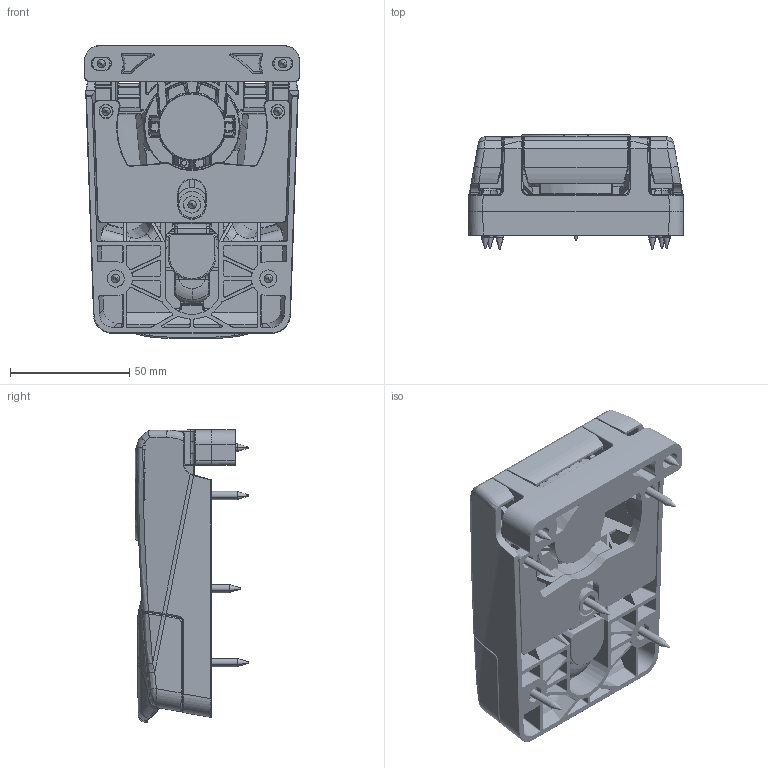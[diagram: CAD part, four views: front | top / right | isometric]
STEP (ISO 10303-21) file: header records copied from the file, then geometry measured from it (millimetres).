
FILE_DESCRIPTION (( 'STEP AP214' ), '1' );
FILE_NAME ('2651-441015-01_Industrilas.step', '2025-08-26T13:59:14', ( '' ), ( '' ), 'SwSTEP 2.0', 'SolidWorks 2010', '' );
FILE_SCHEMA (( 'AUTOMOTIVE_DESIGN' ));
Length unit declared in the file: millimetre
Products named in the file (3): Hinge_2651-441015-01_Industrilas_2651-441015-01_Industrilas; Insert_2651-441015-01_Industrilas_2651-441015-01_Industrilas; 2651-441015-01_Industrilas
Assembly tree (2 placements, depth 2):
  2651-441015-01_Industrilas
    Hinge_2651-441015-01_Industrilas_2651-441015-01_Industrilas
    Insert_2651-441015-01_Industrilas_2651-441015-01_Industrilas
Bounding box: 90 x 47.7 x 122.5 mm (x, y, z)
Volume: 153221.1 mm3; surface area: 108671.1 mm2
Topology: 16 solids, 16 shells, 5063 faces, 12311 edges, 7150 vertices
Faces by surface type: bspline 1503, cylinder 1494, plane 1062, torus 555, sphere 299, cone 150
Entity records: 219689 total; most frequent: CARTESIAN_POINT 75192, ORIENTED_EDGE 24110, DIRECTION 19908, EDGE_CURVE 12055, AXIS2_PLACEMENT_3D 8020, VERTEX_POINT 7104, EDGE_LOOP 5195, FACE_OUTER_BOUND 5063
